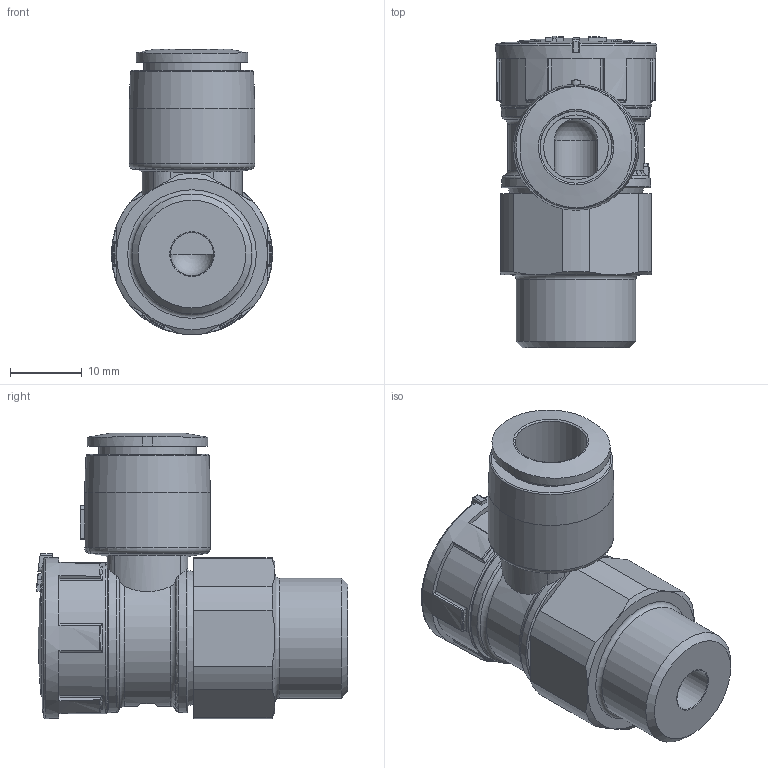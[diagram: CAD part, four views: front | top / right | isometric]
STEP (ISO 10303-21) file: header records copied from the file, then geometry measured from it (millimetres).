
FILE_DESCRIPTION(/* description */ ('STEP AP214'),/* implementation_level */ '2;1');
FILE_NAME(/* name */ '8157633_VFOE-LE-T-R38-Q10-F1A',/* time_stamp */ '2024-09-16T12:20:00+02:00',/* author */ ('License CC BY-ND 4.0'),/* organization */ ('CADENAS'),/* preprocessor_version */ 'ST-DEVELOPER v19.3',/* originating_system */ 'PARTsolutions',/* authorisation */ ' ');
FILE_SCHEMA (('AUTOMOTIVE_DESIGN {1 0 10303 214 3 1 1}'));
Length unit declared in the file: millimetre
Products named in the file (2): 8157633 VFOE-LE-T-R38-Q10-F1A---(high); 8068741 VFOE-LE-T-R38-Q10---(highp)
Assembly tree (1 placements, depth 2):
  8157633 VFOE-LE-T-R38-Q10-F1A---(high)
    8068741 VFOE-LE-T-R38-Q10---(highp)
Bounding box: 22.4 x 43.24 x 39.64 mm (x, y, z)
Volume: 14627.5 mm3; surface area: 6318.2 mm2
Topology: 1 solids, 1 shells, 215 faces, 589 edges, 385 vertices
Faces by surface type: plane 110, cylinder 58, torus 29, cone 12, sphere 6
Full cylindrical faces by diameter (mm): 6 x1, 9 x1, 10 x1, 13.5 x1, 16.662 x1, 17.5 x1, 21 x1
Entity records: 8359 total; most frequent: CARTESIAN_POINT 1579, ORIENTED_EDGE 1110, DIRECTION 1070, EDGE_CURVE 555, AXIS2_PLACEMENT_3D 428, VERTEX_POINT 373, EDGE_LOOP 248, FACE_BOUND 248
